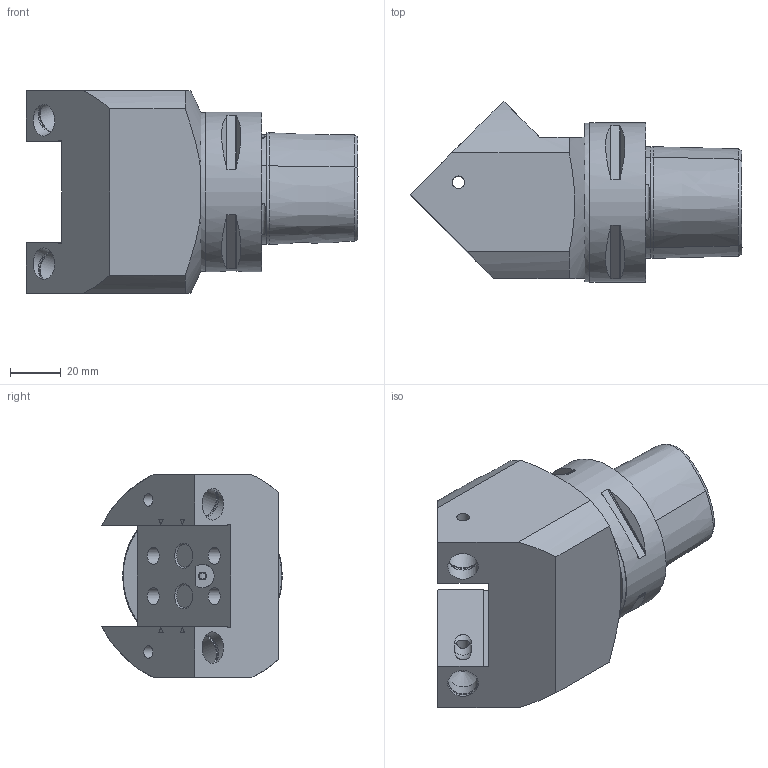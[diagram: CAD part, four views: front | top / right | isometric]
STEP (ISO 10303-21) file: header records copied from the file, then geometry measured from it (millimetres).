
FILE_DESCRIPTION(/* description */ (''),/* implementation_level */ '2;1');
FILE_NAME(/* name */ '06_20_045.stp',/* time_stamp */ '2023-01-30T10:49:18+01:00',/* author */ ('cad'),/* organization */ (''),/* preprocessor_version */ 'ST-DEVELOPER v18.1',/* originating_system */ 'Autodesk Inventor 2021',/* authorisation */ '');
FILE_SCHEMA (('AUTOMOTIVE_DESIGN { 1 0 10303 214 3 1 1 }'));
Length unit declared in the file: millimetre
Products named in the file (1): 06_20_045
Bounding box: 131 x 71.25 x 80 mm (x, y, z)
Volume: 294949.7 mm3; surface area: 44539.5 mm2
Topology: 1 solids, 1 shells, 175 faces, 506 edges, 352 vertices
Faces by surface type: plane 74, cylinder 49, cone 34, bspline 12, torus 6
Full cylindrical faces by diameter (mm): 2.5 x1, 4.917 x6, 5 x1, 5.1 x2, 6.647 x5, 8.1 x2, 8.5 x1, 10 x1, 12 x4, 13 x2, 18.376 x1, 20.3 x1, 28 x2, 32 x1, 62.6 x1, 63 x1
Entity records: 7602 total; most frequent: CARTESIAN_POINT 3041, ORIENTED_EDGE 984, DIRECTION 872, EDGE_CURVE 492, AXIS2_PLACEMENT_3D 345, VERTEX_POINT 341, EDGE_LOOP 217, LINE 182
